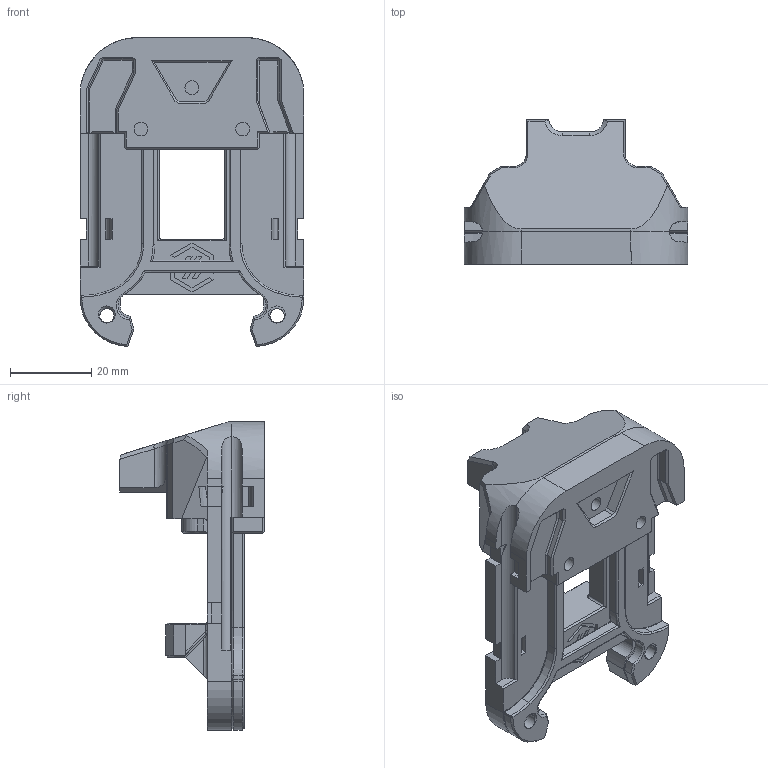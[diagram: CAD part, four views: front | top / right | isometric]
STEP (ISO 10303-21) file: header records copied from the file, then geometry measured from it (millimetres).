
FILE_DESCRIPTION(/* description */ (''),/* implementation_level */ '2;1');
FILE_NAME(/* name */ 'StealthChanger_Rapidburner.step',/* time_stamp */ '2024-03-12T00:59:04Z',/* author */ (''),/* organization */ (''),/* preprocessor_version */ 'ST-DEVELOPER v20',/* originating_system */ 'Autodesk Translation Framework v12.20.1.177',/* authorisation */ '');
FILE_SCHEMA (('AUTOMOTIVE_DESIGN { 1 0 10303 214 3 1 1 }'));
Length unit declared in the file: millimetre
Products named in the file (3): Rapidburner; Plate; Spacer
Assembly tree (2 placements, depth 2):
  Rapidburner
    Plate
    Spacer
Bounding box: 55 x 35.55 x 75.87 mm (x, y, z)
Volume: 39807.3 mm3; surface area: 18527.4 mm2
Topology: 2 solids, 2 shells, 592 faces, 1543 edges, 967 vertices
Faces by surface type: plane 401, cylinder 117, bspline 36, cone 20, torus 14, sphere 4
Full cylindrical faces by diameter (mm): 2.8 x4, 3.4 x3, 3.5 x4, 4.7 x2, 6.3 x3
Entity records: 19098 total; most frequent: CARTESIAN_POINT 4571, ORIENTED_EDGE 3082, DIRECTION 2861, EDGE_CURVE 1541, LINE 1149, VECTOR 1149, VERTEX_POINT 967, AXIS2_PLACEMENT_3D 856
